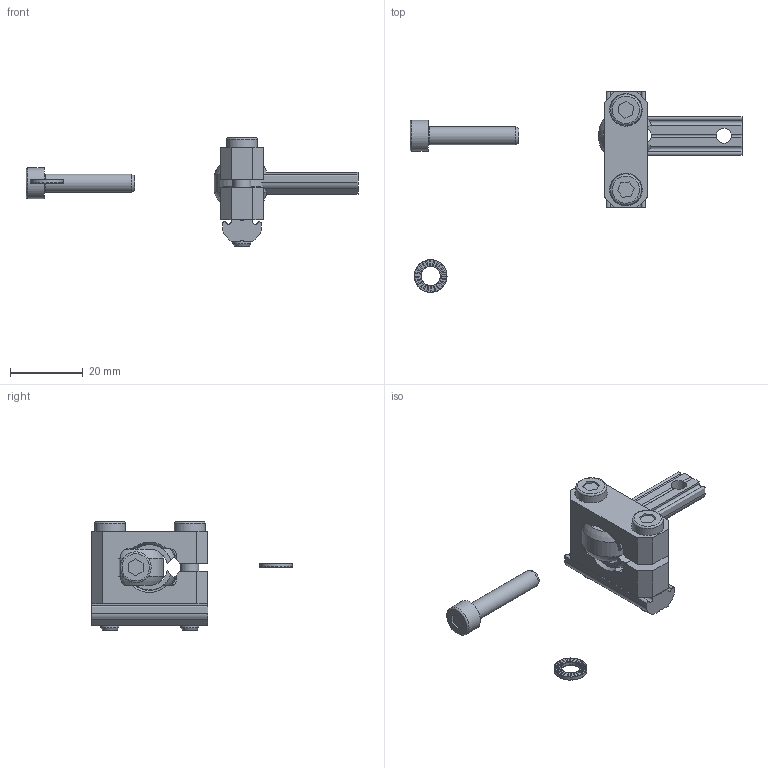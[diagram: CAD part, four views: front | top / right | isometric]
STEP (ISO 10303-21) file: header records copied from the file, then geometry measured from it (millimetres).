
FILE_DESCRIPTION( ( 'STEP AP214' ), '1' );
FILE_NAME( 'CA.KVB.KG.X10.stp', '2014-07-17T12:37:48', ( ' ' ), ( ' ' ), 'XStep 1.0', ' ', ' ' );
FILE_SCHEMA( ( 'CONFIG_CONTROL_DESIGN) ( )' ) );
Length unit declared in the file: metre
Products named in the file (7): Assem1; KVB.KG.X10; CA.GWP.5.22; R.5.SCH; V-tcei M  5 x 25; WSL.KG.X.10.3
Bounding box: 91.5 x 55.29 x 30 mm (x, y, z)
Volume: 15440 mm3; surface area: 13727.5 mm2
Topology: 10 solids, 13 shells, 804 faces, 2323 edges, 1540 vertices
Faces by surface type: plane 706, cylinder 74, cone 10, torus 8, sphere 6
Full cylindrical faces by diameter (mm): 4.134 x4, 5 x4, 5.2 x6, 5.3 x3, 8.5 x4, 9 x7
Entity records: 10232 total; most frequent: CARTESIAN_POINT 1879, DIRECTION 1734, ORIENTED_EDGE 1692, EDGE_CURVE 846, AXIS2_PLACEMENT_3D 595, VERTEX_POINT 572, LINE 544, VECTOR 544
